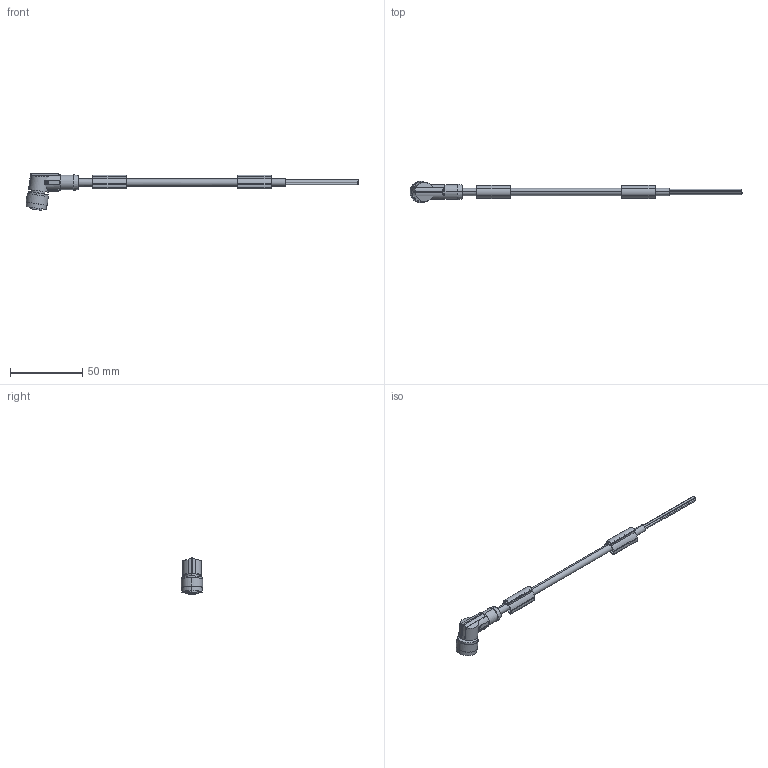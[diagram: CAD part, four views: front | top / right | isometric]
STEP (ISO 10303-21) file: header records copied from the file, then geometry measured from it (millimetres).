
FILE_DESCRIPTION(('SolidDesigner STEP Export'),'2;1');
FILE_NAME('1669877.stp','2008-07-29T 7:35:51',(''),(''),'OneSpace Designer STEP processor for AP214 (Solid Model)','OneSpace Designer 14.50 18-Oct-2006 (C) CoCreate Software GmbH','');
FILE_SCHEMA(('AUTOMOTIVE_DESIGN { 1 0 10303 214 1 1 1 1 }'));
Length unit declared in the file: millimetre
Products named in the file (2): 1669877
Assembly tree (1 placements, depth 2):
  1669877
    1669877
Bounding box: 229.14 x 14.7 x 25.2 mm (x, y, z)
Volume: 8757.6 mm3; surface area: 8902.6 mm2
Topology: 1 solids, 1 shells, 274 faces, 749 edges, 495 vertices
Faces by surface type: cylinder 133, plane 87, cone 36, extrusion 18
Entity records: 10968 total; most frequent: CARTESIAN_POINT 3121, ORIENTED_EDGE 1498, DIRECTION 1184, EDGE_CURVE 749, VERTEX_POINT 495, AXIS2_PLACEMENT_3D 409, VECTOR 366, LINE 348
